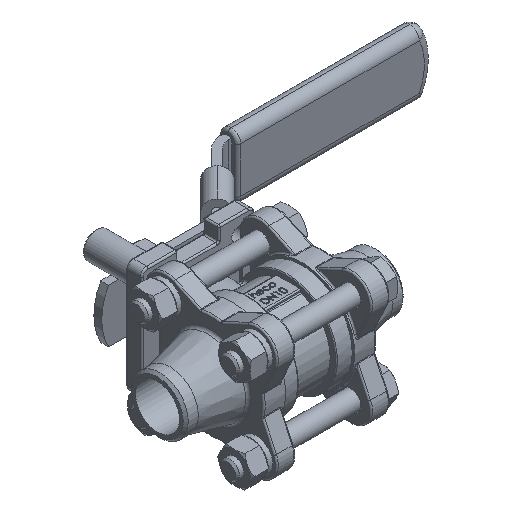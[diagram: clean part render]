
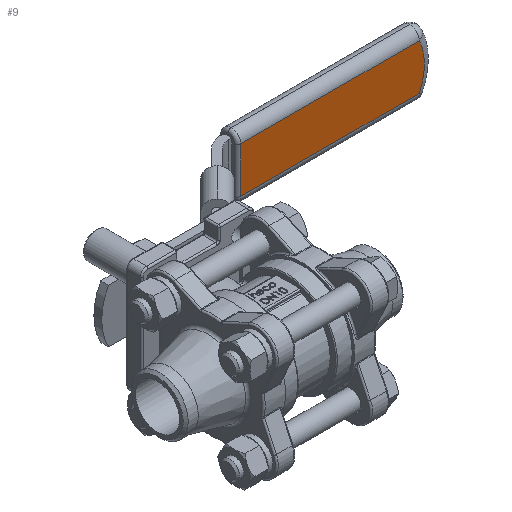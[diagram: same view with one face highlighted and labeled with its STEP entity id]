
A CAD part, isometric view. The second image highlights one B-rep face of the part: STEP entity #9.
In plain terms, the highlighted planar face has unit normal (0, -1, 0).
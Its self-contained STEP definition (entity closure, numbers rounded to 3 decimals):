
#9 = ADVANCED_FACE ( 'NONE', ( #31394 ), #31423, .F. ) ;
#9344 = AXIS2_PLACEMENT_3D ( 'NONE', #31446, #31448, #31451 ) ;
#18422 = EDGE_LOOP ( 'NONE', ( #39037, #39038, #39039, #39040 ) ) ;
#20572 = VECTOR ( 'NONE', #31757, 1000. ) ;
#20576 = VECTOR ( 'NONE', #31833, 1000. ) ;
#20954 = CIRCLE ( 'NONE', #20956, 16.51 ) ;
#20956 = AXIS2_PLACEMENT_3D ( 'NONE', #34198, #34199, #34200 ) ;
#21050 = VECTOR ( 'NONE', #34557, 1000. ) ;
#27747 = CARTESIAN_POINT ( 'NONE',  ( 43.485, 52., -7.26 ) ) ;
#27841 = CARTESIAN_POINT ( 'NONE',  ( 43.485, 52., 7.26 ) ) ;
#27858 = CARTESIAN_POINT ( 'NONE',  ( 100.328, 52., -7.26 ) ) ;
#31394 = FACE_OUTER_BOUND ( 'NONE', #18422, .T. ) ;
#31423 = PLANE ( 'NONE',  #9344 ) ;
#31446 = CARTESIAN_POINT ( 'NONE',  ( 105., 52., 74.802 ) ) ;
#31448 = DIRECTION ( 'NONE',  ( 0., 1., 0. ) ) ;
#31451 = DIRECTION ( 'NONE',  ( -1., 0., 0. ) ) ;
#31484 = CARTESIAN_POINT ( 'NONE',  ( 100.328, 52., 7.26 ) ) ;
#31743 = LINE ( 'NONE', #31752, #20572 ) ;
#31752 = CARTESIAN_POINT ( 'NONE',  ( 43.485, 52., 74.802 ) ) ;
#31757 = DIRECTION ( 'NONE',  ( 0., 0., -1. ) ) ;
#31786 = LINE ( 'NONE', #31830, #20576 ) ;
#31830 = CARTESIAN_POINT ( 'NONE',  ( 105., 52., 7.26 ) ) ;
#31833 = DIRECTION ( 'NONE',  ( -1., 0., 0. ) ) ;
#34198 = CARTESIAN_POINT ( 'NONE',  ( 85.5, 52., 0. ) ) ;
#34199 = DIRECTION ( 'NONE',  ( 0., -1., 0. ) ) ;
#34200 = DIRECTION ( 'NONE',  ( -1., 0., 0. ) ) ;
#34555 = LINE ( 'NONE', #34556, #21050 ) ;
#34556 = CARTESIAN_POINT ( 'NONE',  ( 102.089, 52., -7.26 ) ) ;
#34557 = DIRECTION ( 'NONE',  ( 1., 0., 0. ) ) ;
#39037 = ORIENTED_EDGE ( 'NONE', *, *, #46022, .T. ) ;
#39038 = ORIENTED_EDGE ( 'NONE', *, *, #46411, .T. ) ;
#39039 = ORIENTED_EDGE ( 'NONE', *, *, #46336, .T. ) ;
#39040 = ORIENTED_EDGE ( 'NONE', *, *, #46035, .T. ) ;
#45302 = VERTEX_POINT ( 'NONE', #27747 ) ;
#45399 = VERTEX_POINT ( 'NONE', #27841 ) ;
#45412 = VERTEX_POINT ( 'NONE', #27858 ) ;
#45690 = VERTEX_POINT ( 'NONE', #31484 ) ;
#46022 = EDGE_CURVE ( 'NONE', #45399, #45302, #31743, .T. ) ;
#46035 = EDGE_CURVE ( 'NONE', #45690, #45399, #31786, .T. ) ;
#46336 = EDGE_CURVE ( 'NONE', #45412, #45690, #20954, .T. ) ;
#46411 = EDGE_CURVE ( 'NONE', #45302, #45412, #34555, .T. ) ;
